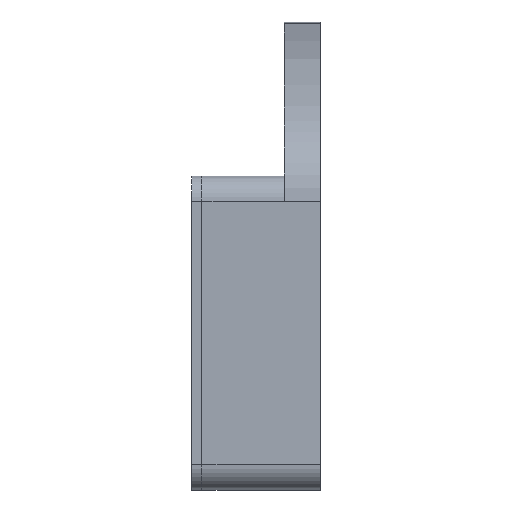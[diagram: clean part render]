
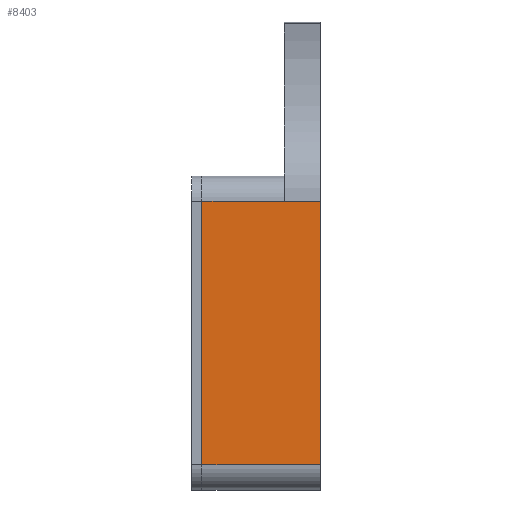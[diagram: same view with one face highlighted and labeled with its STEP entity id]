
A CAD part, left-side view. The second image highlights one B-rep face of the part: STEP entity #8403.
In plain terms, the highlighted planar face has unit normal (-1, 0, 0).
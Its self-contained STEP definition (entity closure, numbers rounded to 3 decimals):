
#814=FACE_OUTER_BOUND('',#1321,.T.);
#1321=EDGE_LOOP('',(#6283,#6284,#6285,#6286,#6287));
#2051=LINE('',#11419,#2805);
#2144=LINE('',#12720,#2898);
#2152=LINE('',#12851,#2906);
#2153=LINE('',#12854,#2907);
#2154=LINE('',#12855,#2908);
#2805=VECTOR('',#9699,10.);
#2898=VECTOR('',#9828,10.);
#2906=VECTOR('',#9854,10.);
#2907=VECTOR('',#9857,10.);
#2908=VECTOR('',#9858,10.);
#3546=VERTEX_POINT('',#11402);
#3547=VERTEX_POINT('',#11418);
#3808=VERTEX_POINT('',#12704);
#3813=VERTEX_POINT('',#12847);
#3815=VERTEX_POINT('',#12853);
#4472=EDGE_CURVE('',#3546,#3547,#2051,.T.);
#4735=EDGE_CURVE('',#3808,#3546,#2144,.T.);
#4750=EDGE_CURVE('',#3547,#3813,#2152,.T.);
#4751=EDGE_CURVE('',#3815,#3808,#2153,.T.);
#4752=EDGE_CURVE('',#3813,#3815,#2154,.T.);
#6283=ORIENTED_EDGE('',*,*,#4750,.F.);
#6284=ORIENTED_EDGE('',*,*,#4472,.F.);
#6285=ORIENTED_EDGE('',*,*,#4735,.F.);
#6286=ORIENTED_EDGE('',*,*,#4751,.F.);
#6287=ORIENTED_EDGE('',*,*,#4752,.F.);
#8155=PLANE('',#8963);
#8403=ADVANCED_FACE('',(#814),#8155,.T.);
#8963=AXIS2_PLACEMENT_3D('',#12852,#9855,#9856);
#9699=DIRECTION('',(0.,0.,-1.));
#9828=DIRECTION('',(0.,-1.,0.));
#9854=DIRECTION('',(0.,1.,0.));
#9855=DIRECTION('center_axis',(-1.,0.,0.));
#9856=DIRECTION('ref_axis',(0.,0.,
-1.));
#9857=DIRECTION('',(0.,-1.,0.));
#9858=DIRECTION('',(0.,0.,1.));
#11402=CARTESIAN_POINT('',(-277.547,-4.109,53.95));
#11418=CARTESIAN_POINT('',(-277.547,-4.109,17.35));
#11419=CARTESIAN_POINT('',(-277.547,-4.109,13.85));
#12704=CARTESIAN_POINT('',(-277.547,0.891,53.95));
#12720=CARTESIAN_POINT('',(-277.547,-2.709,53.95));
#12847=CARTESIAN_POINT('',(-277.547,12.291,17.35));
#12851=CARTESIAN_POINT('',(-277.547,-2.709,17.35));
#12852=CARTESIAN_POINT('Origin',(-277.547,-2.709,57.45));
#12853=CARTESIAN_POINT('',(-277.547,12.291,53.95));
#12854=CARTESIAN_POINT('',(-277.547,-2.709,53.95));
#12855=CARTESIAN_POINT('',(-277.547,12.291,13.85));
